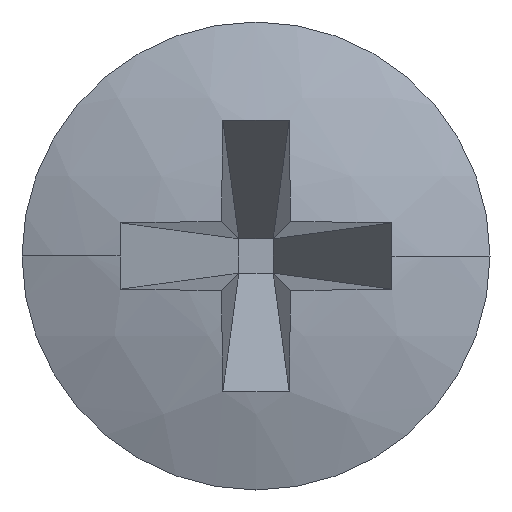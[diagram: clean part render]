
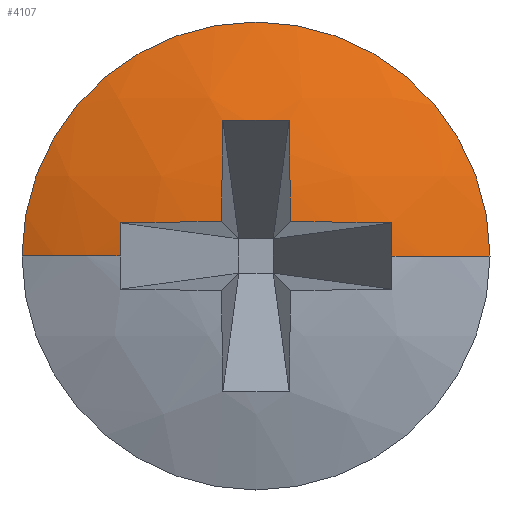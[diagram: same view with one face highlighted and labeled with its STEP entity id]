
A CAD part, left-side view. The second image highlights one B-rep face of the part: STEP entity #4107.
In plain terms, the highlighted spherical face has radius 5 mm.
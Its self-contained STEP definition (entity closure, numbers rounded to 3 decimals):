
#58 = CIRCLE ( 'NONE', #1044, 4.732 ) ;
#62 = VERTEX_POINT ( 'NONE', #3130 ) ;
#83 = EDGE_CURVE ( 'NONE', #2158, #1240, #1483, .T. ) ;
#120 = SPHERICAL_SURFACE ( 'NONE', #3149, 5. ) ;
#195 = DIRECTION ( 'NONE',  ( 0.852, 0.524, 0. ) ) ;
#248 = ORIENTED_EDGE ( 'NONE', *, *, #768, .F. ) ;
#258 = DIRECTION ( 'NONE',  ( 0., -1., 0. ) ) ;
#285 = DIRECTION ( 'NONE',  ( -0.997, 0., 0.083 ) ) ;
#489 = ORIENTED_EDGE ( 'NONE', *, *, #3583, .F. ) ;
#511 = DIRECTION ( 'NONE',  ( 0., 0., 1. ) ) ;
#527 = CARTESIAN_POINT ( 'NONE',  ( 0.375, 0., 0. ) ) ;
#546 = AXIS2_PLACEMENT_3D ( 'NONE', #2128, #2872, #3519 ) ;
#652 = ORIENTED_EDGE ( 'NONE', *, *, #1602, .T. ) ;
#739 = CARTESIAN_POINT ( 'NONE',  ( 0.375, -1.9, 0. ) ) ;
#768 = EDGE_CURVE ( 'NONE', #2073, #3651, #1399, .T. ) ;
#776 = EDGE_CURVE ( 'NONE', #4376, #3536, #2949, .T. ) ;
#848 = CARTESIAN_POINT ( 'NONE',  ( 0.375, 0., 1.9 ) ) ;
#902 = DIRECTION ( 'NONE',  ( -0.524, 0.852, 0. ) ) ;
#923 = DIRECTION ( 'NONE',  ( 0., -1., 0. ) ) ;
#937 = DIRECTION ( 'NONE',  ( 0., 0., 1. ) ) ;
#983 = VERTEX_POINT ( 'NONE', #848 ) ;
#1044 = AXIS2_PLACEMENT_3D ( 'NONE', #4278, #3541, #4302 ) ;
#1046 = DIRECTION ( 'NONE',  ( 0.852, 0., -0.524 ) ) ;
#1145 = EDGE_CURVE ( 'NONE', #4705, #2680, #58, .T. ) ;
#1179 = CARTESIAN_POINT ( 'NONE',  ( 0.123, -1.104, 0. ) ) ;
#1240 = VERTEX_POINT ( 'NONE', #4017 ) ;
#1301 = CIRCLE ( 'NONE', #1693, 4.998 ) ;
#1303 = DIRECTION ( 'NONE',  ( -1., 0., 0. ) ) ;
#1362 = ORIENTED_EDGE ( 'NONE', *, *, #2337, .T. ) ;
#1399 = CIRCLE ( 'NONE', #1949, 5. ) ;
#1482 = EDGE_CURVE ( 'NONE', #1613, #4376, #1301, .T. ) ;
#1483 = CIRCLE ( 'NONE', #3337, 4.998 ) ;
#1567 = CARTESIAN_POINT ( 'NONE',  ( 4.989, 0.133, 0. ) ) ;
#1602 = EDGE_CURVE ( 'NONE', #2073, #983, #3457, .T. ) ;
#1613 = VERTEX_POINT ( 'NONE', #4629 ) ;
#1693 = AXIS2_PLACEMENT_3D ( 'NONE', #1567, #3355, #3053 ) ;
#1729 = CARTESIAN_POINT ( 'NONE',  ( 4.153, 0., -1.376 ) ) ;
#1843 = ORIENTED_EDGE ( 'NONE', *, *, #1145, .F. ) ;
#1917 = CIRCLE ( 'NONE', #3527, 4.732 ) ;
#1949 = AXIS2_PLACEMENT_3D ( 'NONE', #3143, #2131, #3848 ) ;
#2073 = VERTEX_POINT ( 'NONE', #739 ) ;
#2128 = CARTESIAN_POINT ( 'NONE',  ( 4.989, 0., -0.133 ) ) ;
#2131 = DIRECTION ( 'NONE',  ( 0., 0., -1. ) ) ;
#2132 = ORIENTED_EDGE ( 'NONE', *, *, #4194, .T. ) ;
#2147 = ORIENTED_EDGE ( 'NONE', *, *, #2353, .T. ) ;
#2151 = AXIS2_PLACEMENT_3D ( 'NONE', #3483, #902, #195 ) ;
#2158 = VERTEX_POINT ( 'NONE', #4047 ) ;
#2195 = ORIENTED_EDGE ( 'NONE', *, *, #1482, .T. ) ;
#2224 = ORIENTED_EDGE ( 'NONE', *, *, #3912, .F. ) ;
#2265 = AXIS2_PLACEMENT_3D ( 'NONE', #3170, #3896, #285 ) ;
#2337 = EDGE_CURVE ( 'NONE', #62, #2680, #2553, .T. ) ;
#2353 = EDGE_CURVE ( 'NONE', #4705, #2158, #3758, .T. ) ;
#2444 = CARTESIAN_POINT ( 'NONE',  ( 5., 0., 0. ) ) ;
#2519 = CARTESIAN_POINT ( 'NONE',  ( 0.016, -0.279, 0.279 ) ) ;
#2553 = CIRCLE ( 'NONE', #3616, 5. ) ;
#2622 = FACE_OUTER_BOUND ( 'NONE', #3534, .T. ) ;
#2680 = VERTEX_POINT ( 'NONE', #3467 ) ;
#2841 = DIRECTION ( 'NONE',  ( 0.083, 0.997, 0. ) ) ;
#2872 = DIRECTION ( 'NONE',  ( 0.083, 0., 0.997 ) ) ;
#2949 = CIRCLE ( 'NONE', #2265, 4.998 ) ;
#3053 = DIRECTION ( 'NONE',  ( -0.997, -0.083, 0. ) ) ;
#3111 = CARTESIAN_POINT ( 'NONE',  ( 0.13, 1.1, 0.269 ) ) ;
#3130 = CARTESIAN_POINT ( 'NONE',  ( 0.375, 1.9, 0. ) ) ;
#3143 = CARTESIAN_POINT ( 'NONE',  ( 5., 0., 0. ) ) ;
#3149 = AXIS2_PLACEMENT_3D ( 'NONE', #4075, #3870, #923 ) ;
#3170 = CARTESIAN_POINT ( 'NONE',  ( 4.989, 0., -0.133 ) ) ;
#3273 = CARTESIAN_POINT ( 'NONE',  ( 0.13, -1.1, 0.269 ) ) ;
#3337 = AXIS2_PLACEMENT_3D ( 'NONE', #4583, #2841, #4609 ) ;
#3355 = DIRECTION ( 'NONE',  ( 0.083, -0.997, 0. ) ) ;
#3457 = CIRCLE ( 'NONE', #3826, 1.9 ) ;
#3465 = DIRECTION ( 'NONE',  ( -1., 0., 0. ) ) ;
#3467 = CARTESIAN_POINT ( 'NONE',  ( 0.123, 1.104, 0. ) ) ;
#3468 = ORIENTED_EDGE ( 'NONE', *, *, #83, .T. ) ;
#3483 = CARTESIAN_POINT ( 'NONE',  ( 4.153, 1.376, 0. ) ) ;
#3519 = DIRECTION ( 'NONE',  ( -0.997, 0., 0.083 ) ) ;
#3522 = CIRCLE ( 'NONE', #2151, 4.732 ) ;
#3527 = AXIS2_PLACEMENT_3D ( 'NONE', #1729, #4359, #1046 ) ;
#3534 = EDGE_LOOP ( 'NONE', ( #652, #2132, #1362, #1843, #2147, #3468, #2224, #2195, #4612, #489, #248 ) ) ;
#3536 = VERTEX_POINT ( 'NONE', #3273 ) ;
#3541 = DIRECTION ( 'NONE',  ( -0.524, -0.852, 0. ) ) ;
#3583 = EDGE_CURVE ( 'NONE', #3651, #3536, #3522, .T. ) ;
#3616 = AXIS2_PLACEMENT_3D ( 'NONE', #2444, #3891, #258 ) ;
#3651 = VERTEX_POINT ( 'NONE', #1179 ) ;
#3758 = CIRCLE ( 'NONE', #546, 4.998 ) ;
#3826 = AXIS2_PLACEMENT_3D ( 'NONE', #527, #3465, #937 ) ;
#3848 = DIRECTION ( 'NONE',  ( -1., 0., 0. ) ) ;
#3870 = DIRECTION ( 'NONE',  ( 0., 0., 1. ) ) ;
#3891 = DIRECTION ( 'NONE',  ( 0., 0., 1. ) ) ;
#3896 = DIRECTION ( 'NONE',  ( 0.083, 0., 0.997 ) ) ;
#3912 = EDGE_CURVE ( 'NONE', #1613, #1240, #1917, .T. ) ;
#4017 = CARTESIAN_POINT ( 'NONE',  ( 0.13, 0.269, 1.1 ) ) ;
#4047 = CARTESIAN_POINT ( 'NONE',  ( 0.016, 0.279, 0.279 ) ) ;
#4075 = CARTESIAN_POINT ( 'NONE',  ( 5., 0., 0. ) ) ;
#4107 = ADVANCED_FACE ( 'NONE', ( #2622 ), #120, .T. ) ;
#4194 = EDGE_CURVE ( 'NONE', #983, #62, #4437, .T. ) ;
#4258 = CARTESIAN_POINT ( 'NONE',  ( 0.375, 0., 0. ) ) ;
#4278 = CARTESIAN_POINT ( 'NONE',  ( 4.153, -1.376, 0. ) ) ;
#4302 = DIRECTION ( 'NONE',  ( -0.852, 0.524, 0. ) ) ;
#4355 = AXIS2_PLACEMENT_3D ( 'NONE', #4258, #1303, #511 ) ;
#4359 = DIRECTION ( 'NONE',  ( -0.524, 0., -0.852 ) ) ;
#4376 = VERTEX_POINT ( 'NONE', #2519 ) ;
#4437 = CIRCLE ( 'NONE', #4355, 1.9 ) ;
#4583 = CARTESIAN_POINT ( 'NONE',  ( 4.989, -0.133, 0. ) ) ;
#4609 = DIRECTION ( 'NONE',  ( 0.997, -0.083, 0. ) ) ;
#4612 = ORIENTED_EDGE ( 'NONE', *, *, #776, .T. ) ;
#4629 = CARTESIAN_POINT ( 'NONE',  ( 0.13, -0.269, 1.1 ) ) ;
#4705 = VERTEX_POINT ( 'NONE', #3111 ) ;
